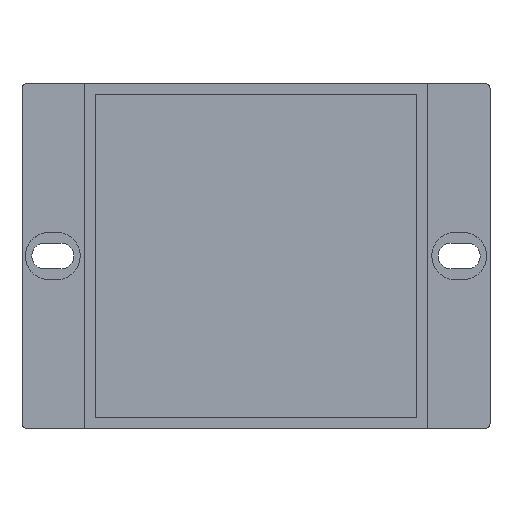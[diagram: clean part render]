
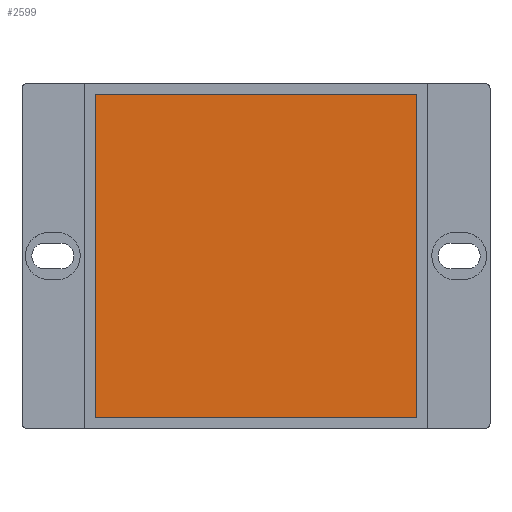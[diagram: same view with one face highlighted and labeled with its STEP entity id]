
A CAD part, top view. The second image highlights one B-rep face of the part: STEP entity #2599.
In plain terms, the highlighted planar face has unit normal (0, 0, 1).
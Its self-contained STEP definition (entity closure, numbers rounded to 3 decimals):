
#688=DIRECTION('',(1.,0.,0.));
#689=VECTOR('',#688,56.35);
#690=CARTESIAN_POINT('',(-28.175,28.28,7.425));
#691=LINE('',#690,#689);
#692=DIRECTION('',(0.,-1.,0.));
#693=VECTOR('',#692,56.61);
#694=CARTESIAN_POINT('',(28.175,28.28,7.425));
#695=LINE('',#694,#693);
#696=DIRECTION('',(-1.,0.,0.));
#697=VECTOR('',#696,56.35);
#698=CARTESIAN_POINT('',(28.175,-28.33,7.425));
#699=LINE('',#698,#697);
#700=DIRECTION('',(0.,1.,0.));
#701=VECTOR('',#700,56.61);
#702=CARTESIAN_POINT('',(-28.175,-28.33,7.425));
#703=LINE('',#702,#701);
#728=CARTESIAN_POINT('',(28.175,28.28,7.425));
#729=VERTEX_POINT('',#728);
#730=CARTESIAN_POINT('',(-28.175,28.28,7.425));
#731=VERTEX_POINT('',#730);
#732=CARTESIAN_POINT('',(28.175,-28.33,7.425));
#733=VERTEX_POINT('',#732);
#734=CARTESIAN_POINT('',(-28.175,-28.33,7.425));
#735=VERTEX_POINT('',#734);
#2588=CARTESIAN_POINT('',(0.,-0.025,7.425));
#2589=DIRECTION('',(0.,0.,1.));
#2590=DIRECTION('',(1.,0.,0.));
#2591=AXIS2_PLACEMENT_3D('',#2588,#2589,#2590);
#2592=PLANE('',#2591);
#2593=ORIENTED_EDGE('',*,*,#2519,.T.);
#2594=ORIENTED_EDGE('',*,*,#2545,.T.);
#2595=ORIENTED_EDGE('',*,*,#2569,.T.);
#2596=ORIENTED_EDGE('',*,*,#2491,.T.);
#2597=EDGE_LOOP('',(#2593,#2594,#2595,#2596));
#2598=FACE_OUTER_BOUND('',#2597,.F.);
#2599=ADVANCED_FACE('',(#2598),#2592,.T.);
#2491=EDGE_CURVE('',#735,#731,#703,.T.);
#2519=EDGE_CURVE('',#731,#729,#691,.T.);
#2545=EDGE_CURVE('',#729,#733,#695,.T.);
#2569=EDGE_CURVE('',#733,#735,#699,.T.);
